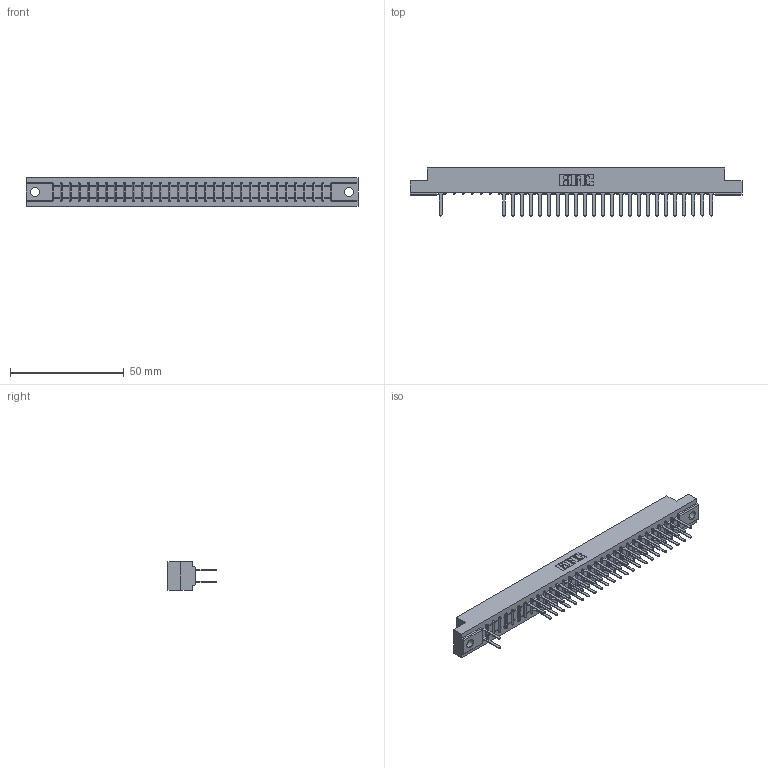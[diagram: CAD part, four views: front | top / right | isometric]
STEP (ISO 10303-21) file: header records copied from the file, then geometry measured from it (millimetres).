
FILE_DESCRIPTION (( 'STEP AP203' ), '1' );
FILE_NAME ('307-062-522-204.STEP', '2018-08-06T09:08:04', ( '' ), ( '' ), 'SwSTEP 2.0', 'SolidWorks 2016', '' );
FILE_SCHEMA (( 'CONFIG_CONTROL_DESIGN' ));
Length unit declared in the file: inch
Products named in the file (3): 307 Part_.156 Dia Mounting Holes; 307-290-001_522; 307-062-522-204
Assembly tree (50 placements, depth 2):
  307-062-522-204
    307 Part_.156 Dia Mounting Holes
    307-290-001_522  x49
Bounding box: 145.85 x 21.11 x 12.7 mm (x, y, z)
Volume: 15262.4 mm3; surface area: 17715 mm2
Topology: 50 solids, 50 shells, 2548 faces, 7145 edges, 4610 vertices
Faces by surface type: plane 1681, cylinder 803, sphere 64
Entity records: 28894 total; most frequent: CARTESIAN_POINT 4788, ORIENTED_EDGE 4754, DIRECTION 4673, EDGE_CURVE 2377, LINE 1827, VECTOR 1827, VERTEX_POINT 1538, AXIS2_PLACEMENT_3D 1423
